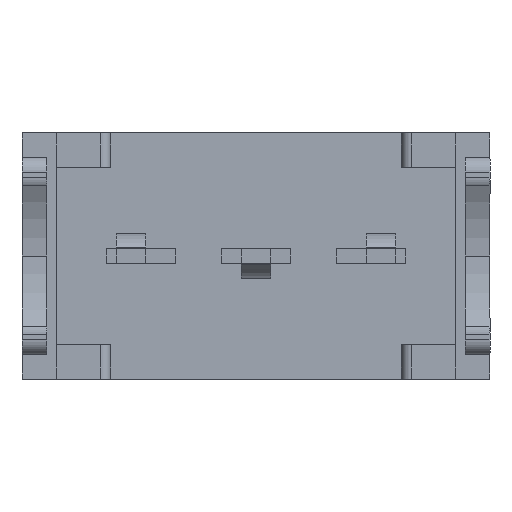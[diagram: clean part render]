
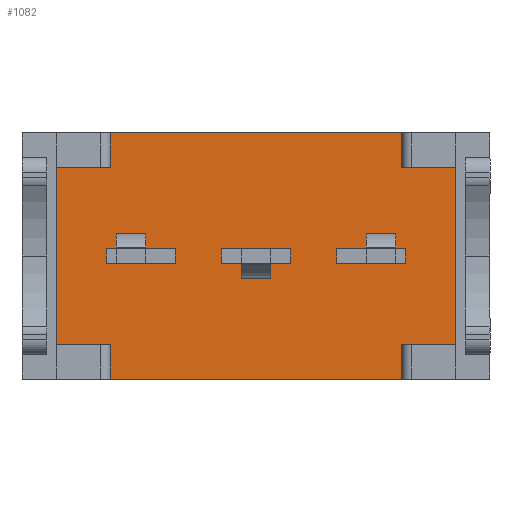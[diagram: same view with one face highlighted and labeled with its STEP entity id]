
A CAD part, front view. The second image highlights one B-rep face of the part: STEP entity #1082.
In plain terms, the highlighted planar face has unit normal (0, -1, 0).
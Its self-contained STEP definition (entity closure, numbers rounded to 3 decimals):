
#8 = CARTESIAN_POINT ( 'NONE',  ( 2.95, 0.5, 2.5 ) ) ;
#12 = PLANE ( 'NONE',  #1028 ) ;
#24 = LINE ( 'NONE', #2961, #1255 ) ;
#37 = LINE ( 'NONE', #4252, #956 ) ;
#83 = DIRECTION ( 'NONE',  ( 0., 0., -1. ) ) ;
#378 = VECTOR ( 'NONE', #1375, 1000. ) ;
#441 = LINE ( 'NONE', #2583, #3237 ) ;
#476 = LINE ( 'NONE', #3585, #3880 ) ;
#491 = DIRECTION ( 'NONE',  ( 0., 0., -1. ) ) ;
#689 = EDGE_CURVE ( 'NONE', #4072, #3700, #3917, .T. ) ;
#759 = VERTEX_POINT ( 'NONE', #884 ) ;
#764 = EDGE_CURVE ( 'NONE', #3891, #759, #441, .T. ) ;
#767 = EDGE_LOOP ( 'NONE', ( #2018, #4852, #3693, #1438, #4553, #5411, #2243, #1574, #1087, #4675, #4630, #3846 ) ) ;
#838 = EDGE_CURVE ( 'NONE', #1216, #5403, #5093, .T. ) ;
#884 = CARTESIAN_POINT ( 'NONE',  ( -4.05, 0.5, -1.8 ) ) ;
#886 = EDGE_CURVE ( 'NONE', #3700, #759, #4957, .T. ) ;
#956 = VECTOR ( 'NONE', #2854, 1000. ) ;
#963 = CARTESIAN_POINT ( 'NONE',  ( -2.95, 0.5, 2.5 ) ) ;
#978 = CARTESIAN_POINT ( 'NONE',  ( -2.95, 0.5, -2.5 ) ) ;
#1028 = AXIS2_PLACEMENT_3D ( 'NONE', #2648, #3134, #3565 ) ;
#1082 = ADVANCED_FACE ( 'NONE', ( #1426 ), #12, .F. ) ;
#1086 = LINE ( 'NONE', #4922, #5256 ) ;
#1087 = ORIENTED_EDGE ( 'NONE', *, *, #2504, .F. ) ;
#1216 = VERTEX_POINT ( 'NONE', #5188 ) ;
#1255 = VECTOR ( 'NONE', #491, 1000. ) ;
#1356 = LINE ( 'NONE', #4149, #4040 ) ;
#1358 = VERTEX_POINT ( 'NONE', #4862 ) ;
#1375 = DIRECTION ( 'NONE',  ( 1., 0., 0. ) ) ;
#1390 = VECTOR ( 'NONE', #4041, 1000. ) ;
#1426 = FACE_OUTER_BOUND ( 'NONE', #767, .T. ) ;
#1438 = ORIENTED_EDGE ( 'NONE', *, *, #764, .F. ) ;
#1440 = EDGE_CURVE ( 'NONE', #1216, #4072, #1086, .T. ) ;
#1574 = ORIENTED_EDGE ( 'NONE', *, *, #1883, .F. ) ;
#1588 = CARTESIAN_POINT ( 'NONE',  ( 2.95, 0.5, -2.5 ) ) ;
#1646 = DIRECTION ( 'NONE',  ( -1., 0., 0. ) ) ;
#1666 = LINE ( 'NONE', #4038, #4961 ) ;
#1712 = VERTEX_POINT ( 'NONE', #978 ) ;
#1781 = VECTOR ( 'NONE', #3110, 1000. ) ;
#1883 = EDGE_CURVE ( 'NONE', #2298, #1358, #37, .T. ) ;
#2011 = VERTEX_POINT ( 'NONE', #1588 ) ;
#2018 = ORIENTED_EDGE ( 'NONE', *, *, #1440, .T. ) ;
#2078 = VERTEX_POINT ( 'NONE', #2437 ) ;
#2201 = LINE ( 'NONE', #5512, #3937 ) ;
#2243 = ORIENTED_EDGE ( 'NONE', *, *, #3123, .F. ) ;
#2298 = VERTEX_POINT ( 'NONE', #2995 ) ;
#2381 = CARTESIAN_POINT ( 'NONE',  ( 2.95, 0.5, 2.5 ) ) ;
#2437 = CARTESIAN_POINT ( 'NONE',  ( 2.95, 0.5, 1.8 ) ) ;
#2441 = EDGE_CURVE ( 'NONE', #3891, #1712, #24, .T. ) ;
#2504 = EDGE_CURVE ( 'NONE', #5718, #2298, #1666, .T. ) ;
#2583 = CARTESIAN_POINT ( 'NONE',  ( 4.75, 0.5, -1.8 ) ) ;
#2648 = CARTESIAN_POINT ( 'NONE',  ( -2.95, 0.5, 2.5 ) ) ;
#2795 = EDGE_CURVE ( 'NONE', #5718, #2078, #1356, .T. ) ;
#2805 = DIRECTION ( 'NONE',  ( 1., 0., 0. ) ) ;
#2854 = DIRECTION ( 'NONE',  ( -1., 0., 0. ) ) ;
#2961 = CARTESIAN_POINT ( 'NONE',  ( -2.95, 0.5, 2.5 ) ) ;
#2995 = CARTESIAN_POINT ( 'NONE',  ( 4.05, 0.5, -1.8 ) ) ;
#3102 = EDGE_CURVE ( 'NONE', #5403, #2078, #4721, .T. ) ;
#3110 = DIRECTION ( 'NONE',  ( 0., 0., -1. ) ) ;
#3123 = EDGE_CURVE ( 'NONE', #1358, #2011, #476, .T. ) ;
#3134 = DIRECTION ( 'NONE',  ( 0., 1., 0. ) ) ;
#3237 = VECTOR ( 'NONE', #4470, 1000. ) ;
#3258 = CARTESIAN_POINT ( 'NONE',  ( -2.95, 0.5, 1.8 ) ) ;
#3403 = CARTESIAN_POINT ( 'NONE',  ( 4.75, 0.5, 1.8 ) ) ;
#3565 = DIRECTION ( 'NONE',  ( 0., 0., 1. ) ) ;
#3585 = CARTESIAN_POINT ( 'NONE',  ( 2.95, 0.5, 2.5 ) ) ;
#3650 = DIRECTION ( 'NONE',  ( -1., 0., 0. ) ) ;
#3693 = ORIENTED_EDGE ( 'NONE', *, *, #886, .T. ) ;
#3700 = VERTEX_POINT ( 'NONE', #4277 ) ;
#3846 = ORIENTED_EDGE ( 'NONE', *, *, #838, .F. ) ;
#3880 = VECTOR ( 'NONE', #4421, 1000. ) ;
#3891 = VERTEX_POINT ( 'NONE', #5770 ) ;
#3917 = LINE ( 'NONE', #3403, #4076 ) ;
#3937 = VECTOR ( 'NONE', #2805, 1000. ) ;
#4038 = CARTESIAN_POINT ( 'NONE',  ( 4.05, 0.5, 2.5 ) ) ;
#4040 = VECTOR ( 'NONE', #3650, 1000. ) ;
#4041 = DIRECTION ( 'NONE',  ( 0., 0., -1. ) ) ;
#4072 = VERTEX_POINT ( 'NONE', #3258 ) ;
#4076 = VECTOR ( 'NONE', #1646, 1000. ) ;
#4118 = CARTESIAN_POINT ( 'NONE',  ( -4.05, 0.5, -1.8 ) ) ;
#4149 = CARTESIAN_POINT ( 'NONE',  ( 4.75, 0.5, 1.8 ) ) ;
#4252 = CARTESIAN_POINT ( 'NONE',  ( 4.75, 0.5, -1.8 ) ) ;
#4277 = CARTESIAN_POINT ( 'NONE',  ( -4.05, 0.5, 1.8 ) ) ;
#4421 = DIRECTION ( 'NONE',  ( 0., 0., -1. ) ) ;
#4470 = DIRECTION ( 'NONE',  ( -1., 0., 0. ) ) ;
#4493 = DIRECTION ( 'NONE',  ( 0., 0., -1. ) ) ;
#4553 = ORIENTED_EDGE ( 'NONE', *, *, #2441, .T. ) ;
#4630 = ORIENTED_EDGE ( 'NONE', *, *, #3102, .F. ) ;
#4675 = ORIENTED_EDGE ( 'NONE', *, *, #2795, .T. ) ;
#4721 = LINE ( 'NONE', #8, #1781 ) ;
#4852 = ORIENTED_EDGE ( 'NONE', *, *, #689, .T. ) ;
#4862 = CARTESIAN_POINT ( 'NONE',  ( 2.95, 0.5, -1.8 ) ) ;
#4922 = CARTESIAN_POINT ( 'NONE',  ( -2.95, 0.5, 2.5 ) ) ;
#4957 = LINE ( 'NONE', #4118, #1390 ) ;
#4961 = VECTOR ( 'NONE', #4493, 1000. ) ;
#5093 = LINE ( 'NONE', #963, #378 ) ;
#5188 = CARTESIAN_POINT ( 'NONE',  ( -2.95, 0.5, 2.5 ) ) ;
#5256 = VECTOR ( 'NONE', #83, 1000. ) ;
#5295 = CARTESIAN_POINT ( 'NONE',  ( 4.05, 0.5, 1.8 ) ) ;
#5403 = VERTEX_POINT ( 'NONE', #2381 ) ;
#5407 = EDGE_CURVE ( 'NONE', #1712, #2011, #2201, .T. ) ;
#5411 = ORIENTED_EDGE ( 'NONE', *, *, #5407, .T. ) ;
#5512 = CARTESIAN_POINT ( 'NONE',  ( -2.95, 0.5, -2.5 ) ) ;
#5718 = VERTEX_POINT ( 'NONE', #5295 ) ;
#5770 = CARTESIAN_POINT ( 'NONE',  ( -2.95, 0.5, -1.8 ) ) ;
